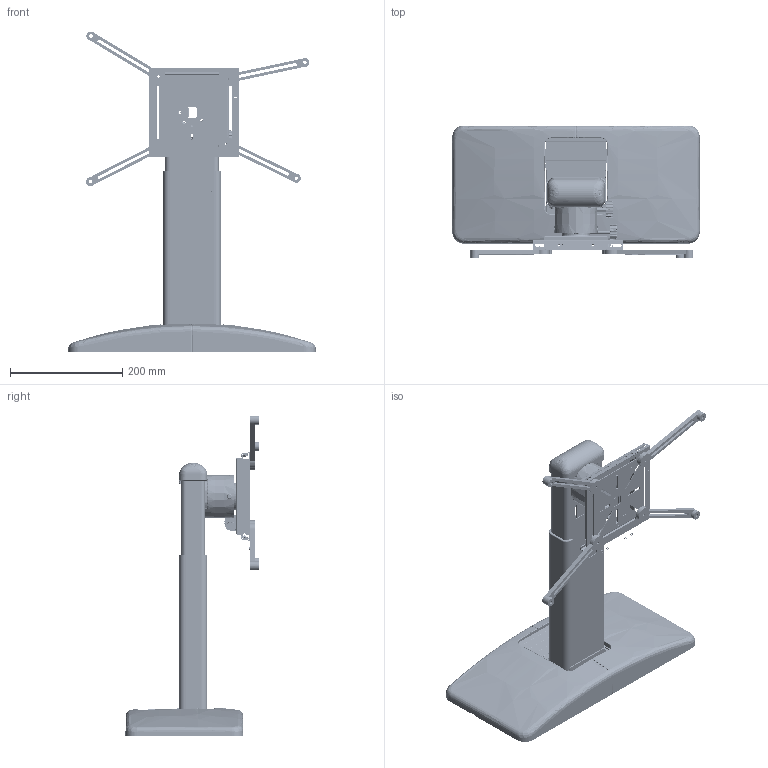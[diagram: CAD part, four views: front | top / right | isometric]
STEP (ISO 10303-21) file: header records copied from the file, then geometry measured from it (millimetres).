
FILE_DESCRIPTION((''),'2;1');
FILE_NAME('CASE_WMK_304_ASM','2021-08-26T',('ChenPet'),(''),'PRO/ENGINEER BY PARAMETRIC TECHNOLOGY CORPORATION, 2009440','PRO/ENGINEER BY PARAMETRIC TECHNOLOGY CORPORATION, 2009440','');
FILE_SCHEMA(('CONFIG_CONTROL_DESIGN'));
Products named in the file (18): PRT0141_5; PRT0142_4; 3D_______LT20B__VIEWSONIC__ASM__ASM; CASE_LT20B_ASM_ASM_4_ASM; PRT0002_5; PRT0005_5; PRT0006_5; PRT0008_5; PRT0009_5; ASM0003_ASM_5_ASM; PRT0012_5; SMALL_HUNG_PLATE_6; SMALL_ARM_5; CASE_UNIVERSAL_ASM_6_ASM; LT20B_A_2016_1031_ASM_4_ASM; CASE_WMK_ALL_ASM_9_ASM; CASE_WMK_LB20B_ASM; CASE_WMK_304_ASM
Assembly tree (20 placements, depth 7):
  CASE_WMK_304_ASM
    CASE_WMK_LB20B_ASM
      CASE_WMK_ALL_ASM_9_ASM
        LT20B_A_2016_1031_ASM_4_ASM
          CASE_LT20B_ASM_ASM_4_ASM
            3D_______LT20B__VIEWSONIC__ASM__ASM
              PRT0141_5
              PRT0142_4
          CASE_UNIVERSAL_ASM_6_ASM
            ASM0003_ASM_5_ASM
              PRT0002_5
              PRT0005_5
              PRT0006_5
              PRT0008_5
              PRT0009_5
            PRT0012_5
            SMALL_HUNG_PLATE_6
            SMALL_ARM_5  x4
Bounding box: 440 x 237.03 x 570.81 mm (x, y, z)
Volume: 255112 mm3; surface area: 1054179.2 mm2
Topology: 11 solids, 91 shells, 5310 faces, 17666 edges, 11937 vertices
Faces by surface type: plane 2037, cylinder 1168, cone 696, bspline 659, torus 553, extrusion 191, sphere 6
Entity records: 245483 total; most frequent: CARTESIAN_POINT 105171, ORIENTED_EDGE 29960, DIRECTION 25134, EDGE_CURVE 17189, VERTEX_POINT 11832, AXIS2_PLACEMENT_3D 8522, VECTOR 8090, LINE 7899
